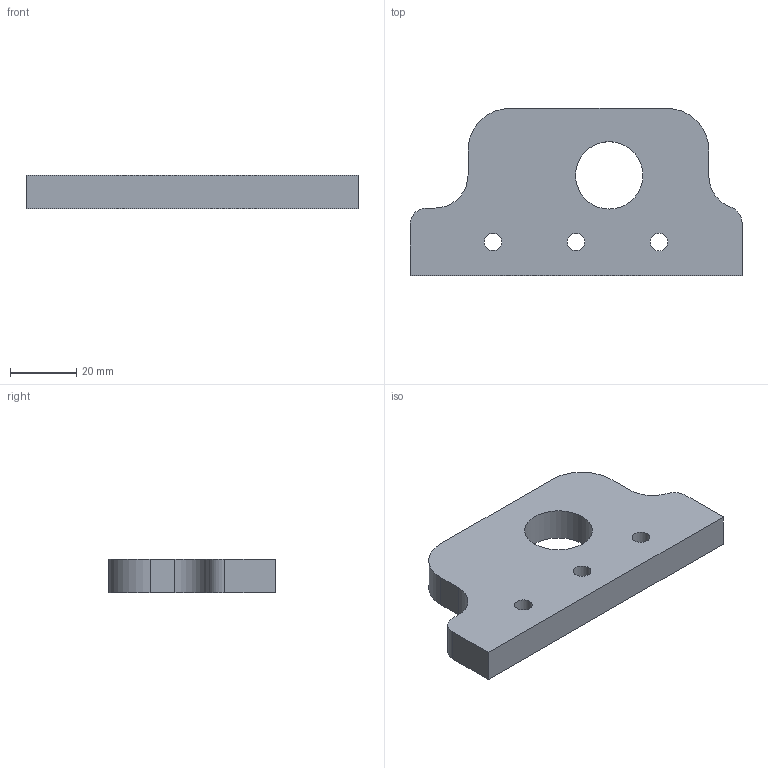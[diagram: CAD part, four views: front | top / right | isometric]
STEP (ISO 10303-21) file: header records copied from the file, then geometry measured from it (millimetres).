
FILE_DESCRIPTION(/* description */ (''),/* implementation_level */ '2;1');
FILE_NAME(/* name */ 'bottomhingeholder.stp',/* time_stamp */ '2023-12-15T16:31:11+08:00',/* author */ ('weiti'),/* organization */ (''),/* preprocessor_version */ 'ST-DEVELOPER v19.2',/* originating_system */ 'Autodesk Inventor 2024',/* authorisation */ '');
FILE_SCHEMA (('AUTOMOTIVE_DESIGN { 1 0 10303 214 3 1 1 }'));
Length unit declared in the file: millimetre
Products named in the file (1): Bottom Holder v2
Bounding box: 100 x 50.3 x 10 mm (x, y, z)
Volume: 37796.8 mm3; surface area: 11474.1 mm2
Topology: 1 solids, 1 shells, 19 faces, 51 edges, 34 vertices
Faces by surface type: cylinder 10, plane 9
Full cylindrical faces by diameter (mm): 5.3 x3, 20.3 x1
Entity records: 664 total; most frequent: DIRECTION 111, CARTESIAN_POINT 105, ORIENTED_EDGE 102, EDGE_CURVE 51, AXIS2_PLACEMENT_3D 40, VERTEX_POINT 34, LINE 31, VECTOR 31
